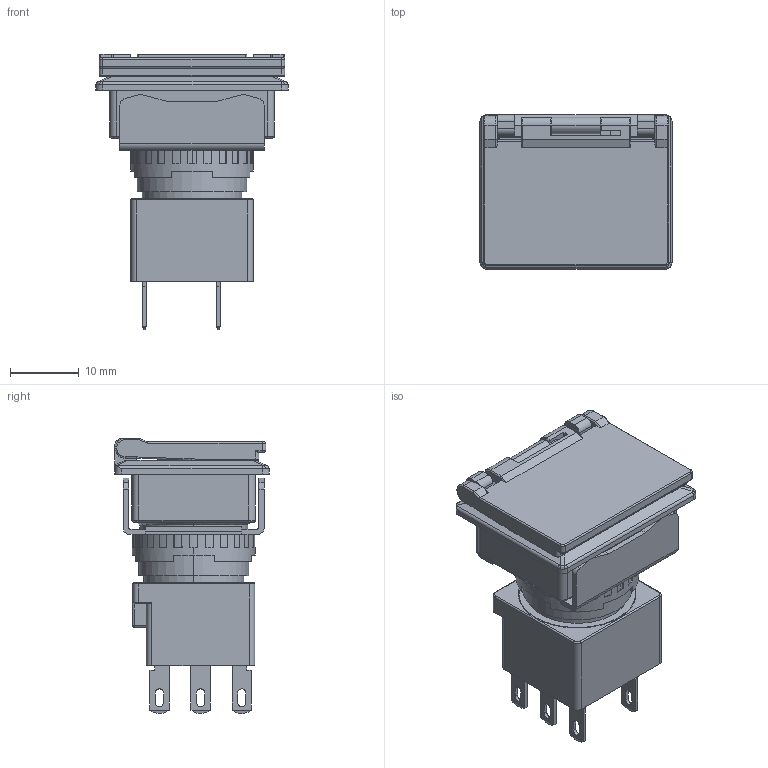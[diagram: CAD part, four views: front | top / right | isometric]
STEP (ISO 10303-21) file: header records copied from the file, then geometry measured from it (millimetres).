
FILE_DESCRIPTION (( 'STEP AP214' ), '1' );
FILE_NAME ('303_LB8GB-[M][A]1Tx$.STEP', '2020-09-25T02:40:47', ( 'IDEC' ), ( 'IDEC' ), 'SwSTEP 2.0', 'SolidWorks 2019', '' );
FILE_SCHEMA (( 'AUTOMOTIVE_DESIGN' ));
Length unit declared in the file: millimetre
Products named in the file (5): LB-FL-G-BODY-H; LB-FL-NUT-SET; LB-OPERATOR-H; 303_LB8GB-[M][A]1Tx$; LB-T2
Assembly tree (4 placements, depth 2):
  303_LB8GB-[M][A]1Tx$
    LB-FL-G-BODY-H
    LB-OPERATOR-H
    LB-T2
    LB-FL-NUT-SET
Bounding box: 28 x 22.5 x 40.1 mm (x, y, z)
Volume: 9656.7 mm3; surface area: 9301.3 mm2
Topology: 4 solids, 4 shells, 648 faces, 1696 edges, 1064 vertices
Faces by surface type: plane 338, cylinder 240, bspline 64, cone 6
Entity records: 21913 total; most frequent: CARTESIAN_POINT 5020, ORIENTED_EDGE 3380, DIRECTION 3213, EDGE_CURVE 1690, AXIS2_PLACEMENT_3D 1075, VERTEX_POINT 1064, LINE 1063, VECTOR 1063
